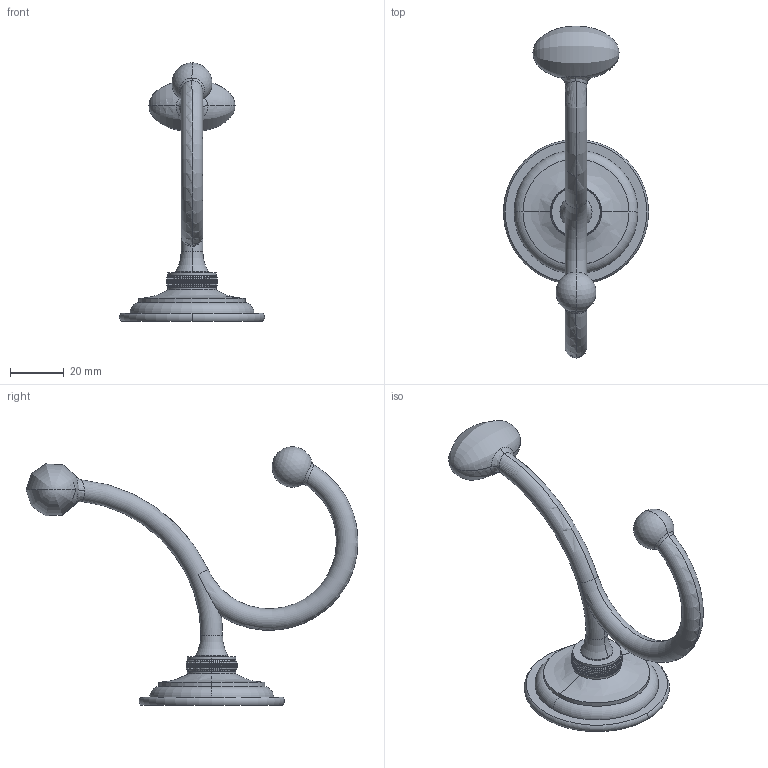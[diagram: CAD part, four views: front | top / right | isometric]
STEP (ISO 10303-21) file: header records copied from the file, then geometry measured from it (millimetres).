
FILE_DESCRIPTION((''),'2;1');
FILE_NAME('1600-1660','2021-10-28T14:01:48',('jinson.thomas'),(''),'CREO PARAMETRIC BY PTC INC, 2018400','CREO PARAMETRIC BY PTC INC, 2018400','');
FILE_SCHEMA(('CONFIG_CONTROL_DESIGN'));
Length unit declared in the file: inch
Products named in the file (1): 1600-1660
Bounding box: 54 x 123.33 x 96 mm (x, y, z)
Volume: 36013.3 mm3; surface area: 12945 mm2
Topology: 1 solids, 1 shells, 274 faces, 476 edges, 200 vertices
Faces by surface type: plane 164, bspline 88, torus 10, cylinder 8, revolution 2, sphere 2
Entity records: 8370 total; most frequent: CARTESIAN_POINT 3881, ORIENTED_EDGE 940, DIRECTION 868, EDGE_CURVE 470, AXIS2_PLACEMENT_3D 389, EDGE_LOOP 276, FACE_OUTER_BOUND 274, ADVANCED_FACE 274
